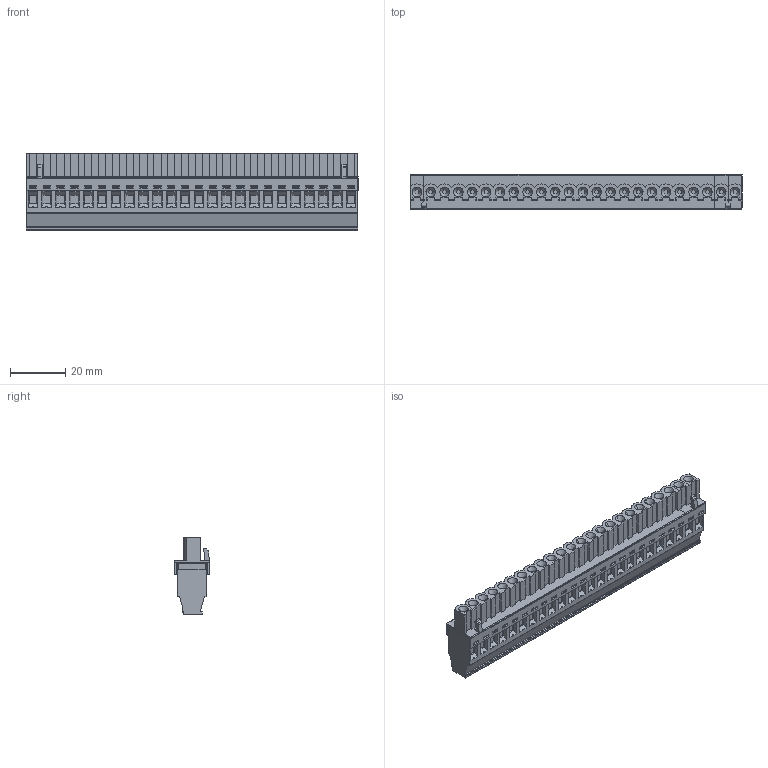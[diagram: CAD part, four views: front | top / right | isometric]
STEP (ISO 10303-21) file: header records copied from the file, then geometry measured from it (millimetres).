
FILE_DESCRIPTION(('STEP AP214'),'1');
FILE_NAME('SV24-5-F.stp','2020-03-24T11:13:01',(' '),(' '),'Spatial InterOp 3D',' ',' ');
FILE_SCHEMA(('AUTOMOTIVE_DESIGN { 1 0 10303 214 1 1 1 1 }'));
Length unit declared in the file: metre
Products named in the file (1): 1
Bounding box: 120 x 12.59 x 27.6 mm (x, y, z)
Volume: 26986.8 mm3; surface area: 13907.5 mm2
Topology: 1 solids, 1 shells, 1392 faces, 3422 edges, 2248 vertices
Faces by surface type: plane 1079, cylinder 249, cone 64
Full cylindrical faces by diameter (mm): 1.588 x16, 2.6 x16, 2.829 x16, 3.474 x1, 3.8 x16, 3.97 x16
Entity records: 50553 total; most frequent: CARTESIAN_POINT 7140, DIRECTION 6509, ORIENTED_EDGE 6432, EDGE_CURVE 3216, LINE 2559, VECTOR 2559, VERTEX_POINT 2155, AXIS2_PLACEMENT_3D 1975
